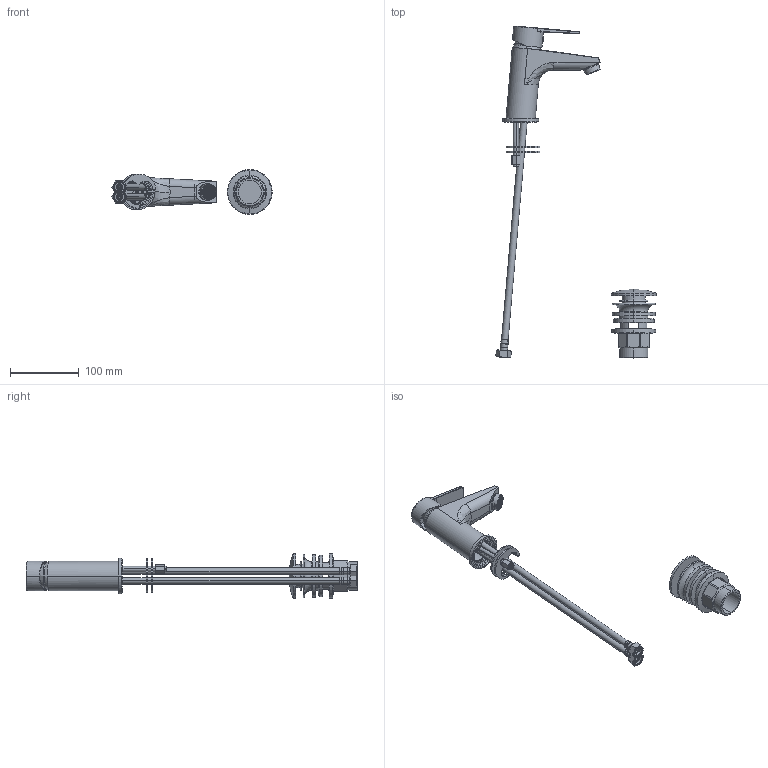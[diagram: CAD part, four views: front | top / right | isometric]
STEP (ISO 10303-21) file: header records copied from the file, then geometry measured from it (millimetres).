
FILE_DESCRIPTION((''),'2;1');
FILE_NAME('BTR2_ASM','2023-09-13T',('Administrator'),(''),'PRO/ENGINEER BY PARAMETRIC TECHNOLOGY CORPORATION, 2010430','PRO/ENGINEER BY PARAMETRIC TECHNOLOGY CORPORATION, 2010430','');
FILE_SCHEMA(('CONFIG_CONTROL_DESIGN'));
Products named in the file (20): 2110436; 2720008; 2020088; 2020043; 2240131; 2070001; 2210001; 2050001; 2320003; 2340006; 2860039; 2530022; 2050113; 2030028; 2010133; 2010132; 2060054_ASM; 2550032; 2820018; BTR2_ASM
Assembly tree (20 placements, depth 3):
  BTR2_ASM
    2110436
    2720008
    2020088
    2020043
    2240131
    2070001
    2210001
    2050001
    2320003
    2340006
    2860039  x2
    2530022
    2060054_ASM
      2050113
      2030028
      2010133
      2010132
    2550032
    2820018
Bounding box: 232.47 x 481.51 x 65 mm (x, y, z)
Volume: 280804.7 mm3; surface area: 195827.9 mm2
Topology: 25 solids, 43 shells, 2087 faces, 5711 edges, 3654 vertices
Faces by surface type: plane 1274, cylinder 482, cone 124, bspline 104, torus 91, sphere 10, extrusion 2
Entity records: 74115 total; most frequent: CARTESIAN_POINT 23323, ORIENTED_EDGE 10978, DIRECTION 9534, EDGE_CURVE 5521, VERTEX_POINT 3548, AXIS2_PLACEMENT_3D 3184, VECTOR 3166, LINE 3164
